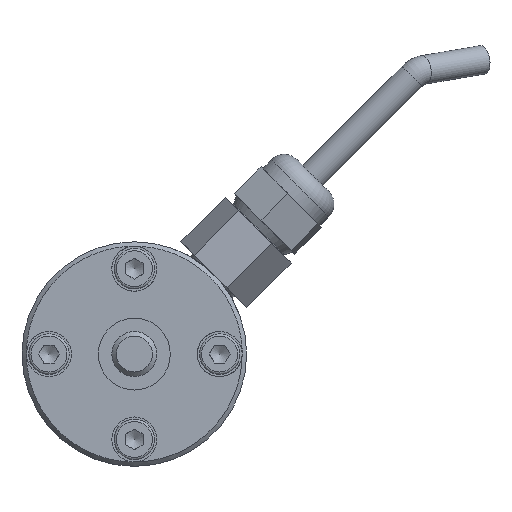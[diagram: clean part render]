
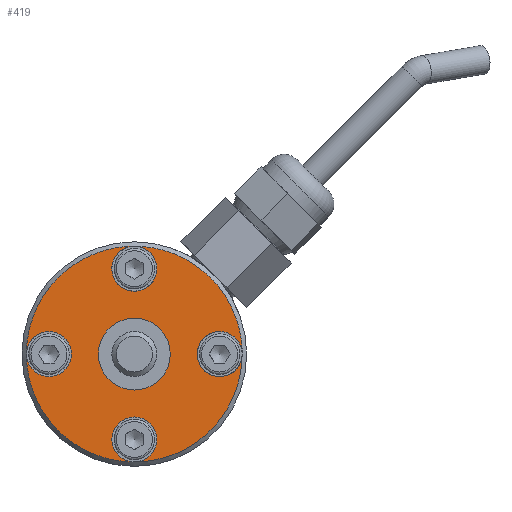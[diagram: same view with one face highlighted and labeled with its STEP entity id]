
A CAD part, left-side view. The second image highlights one B-rep face of the part: STEP entity #419.
In plain terms, the highlighted planar face has unit normal (-1, 0, 0).
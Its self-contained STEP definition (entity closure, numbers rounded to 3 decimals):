
#419 = ADVANCED_FACE( '', ( #818, #819, #820, #821, #822 ), #823, .T. );
#818 = FACE_BOUND( '', #1246, .T. );
#819 = FACE_BOUND( '', #1247, .T. );
#820 = FACE_BOUND( '', #1248, .T. );
#821 = FACE_BOUND( '', #1249, .T. );
#822 = FACE_OUTER_BOUND( '', #1250, .T. );
#823 = PLANE( '', #1251 );
#1246 = EDGE_LOOP( '', ( #1994 ) );
#1247 = EDGE_LOOP( '', ( #1995 ) );
#1248 = EDGE_LOOP( '', ( #1996 ) );
#1249 = EDGE_LOOP( '', ( #1997 ) );
#1250 = EDGE_LOOP( '', ( #1998 ) );
#1251 = AXIS2_PLACEMENT_3D( '', #1999, #2000, #2001 );
#1994 = ORIENTED_EDGE( '', *, *, #2451, .T. );
#1995 = ORIENTED_EDGE( '', *, *, #2364, .T. );
#1996 = ORIENTED_EDGE( '', *, *, #2402, .T. );
#1997 = ORIENTED_EDGE( '', *, *, #2460, .T. );
#1998 = ORIENTED_EDGE( '', *, *, #2489, .T. );
#1999 = CARTESIAN_POINT( '', ( 0., 7.25, 0. ) );
#2000 = DIRECTION( '', ( -1., 0., 0. ) );
#2001 = DIRECTION( '', ( 0., 0., 1. ) );
#2364 = EDGE_CURVE( '', #2841, #2841, #2842, .T. );
#2402 = EDGE_CURVE( '', #2893, #2893, #2894, .T. );
#2451 = EDGE_CURVE( '', #2957, #2957, #2958, .T. );
#2460 = EDGE_CURVE( '', #2970, #2970, #2971, .T. );
#2489 = EDGE_CURVE( '', #3004, #3004, #3005, .T. );
#2841 = VERTEX_POINT( '', #3321 );
#2842 = CIRCLE( '', #3322, 1.007 );
#2893 = VERTEX_POINT( '', #3378 );
#2894 = CIRCLE( '', #3379, 1.007 );
#2957 = VERTEX_POINT( '', #3448 );
#2958 = CIRCLE( '', #3449, 1.007 );
#2970 = VERTEX_POINT( '', #3461 );
#2971 = CIRCLE( '', #3462, 1.007 );
#3004 = VERTEX_POINT( '', #3503 );
#3005 = CIRCLE( '', #3504, 12.5 );
#3321 = CARTESIAN_POINT( '', ( 0., -9.5, 1.006 ) );
#3322 = AXIS2_PLACEMENT_3D( '', #3825, #3826, #3827 );
#3378 = CARTESIAN_POINT( '', ( 0., 0., -8.494 ) );
#3379 = AXIS2_PLACEMENT_3D( '', #3887, #3888, #3889 );
#3448 = CARTESIAN_POINT( '', ( 0., 0., 10.507 ) );
#3449 = AXIS2_PLACEMENT_3D( '', #3971, #3972, #3973 );
#3461 = CARTESIAN_POINT( '', ( 0., 9.5, 1.007 ) );
#3462 = AXIS2_PLACEMENT_3D( '', #3983, #3984, #3985 );
#3503 = CARTESIAN_POINT( '', ( 0., 0., 12.5 ) );
#3504 = AXIS2_PLACEMENT_3D( '', #4015, #4016, #4017 );
#3825 = CARTESIAN_POINT( '', ( 0., -9.5, 0. ) );
#3826 = DIRECTION( '', ( 1., 0., 0. ) );
#3827 = DIRECTION( '', ( 0., 0., 1. ) );
#3887 = CARTESIAN_POINT( '', ( 0., 0., -9.5 ) );
#3888 = DIRECTION( '', ( 1., 0., 0. ) );
#3889 = DIRECTION( '', ( 0., 0., 1. ) );
#3971 = CARTESIAN_POINT( '', ( 0., 0., 9.5 ) );
#3972 = DIRECTION( '', ( 1., 0., 0. ) );
#3973 = DIRECTION( '', ( 0., 0., 1. ) );
#3983 = CARTESIAN_POINT( '', ( 0., 9.5, 0. ) );
#3984 = DIRECTION( '', ( 1., 0., 0. ) );
#3985 = DIRECTION( '', ( 0., 0., 1. ) );
#4015 = CARTESIAN_POINT( '', ( 0., 0., 0. ) );
#4016 = DIRECTION( '', ( -1., 0., 0. ) );
#4017 = DIRECTION( '', ( 0., 0., 1. ) );
